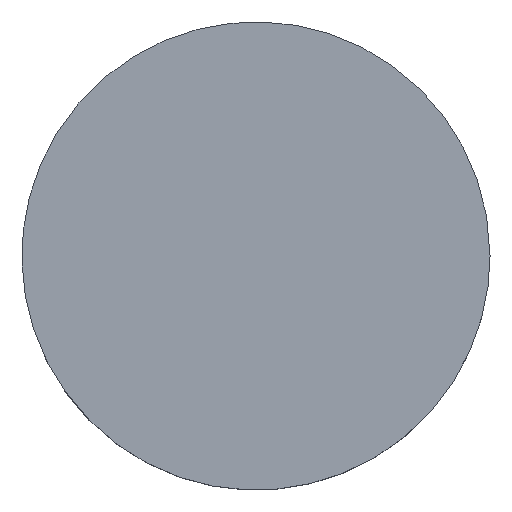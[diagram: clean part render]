
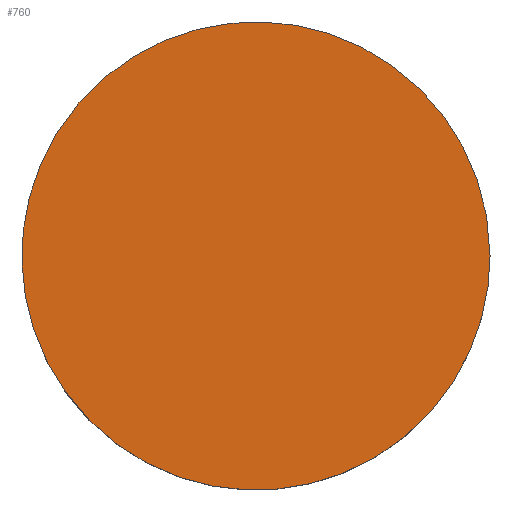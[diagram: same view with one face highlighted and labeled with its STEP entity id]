
A CAD part, top view. The second image highlights one B-rep face of the part: STEP entity #760.
In plain terms, the highlighted spherical face has radius 541.434 mm.
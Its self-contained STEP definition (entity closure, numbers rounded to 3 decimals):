
#550 = CARTESIAN_POINT ('', (19.05, 0., 8.565));
#560 = VERTEX_POINT ('', #550);
#570 = CARTESIAN_POINT ('', (19.05, 0., 8.565));
#580 = CARTESIAN_POINT ('', (19.05, 19.05, 8.565));
#590 = CARTESIAN_POINT ('', (0., 19.05, 8.565));
#600 = CARTESIAN_POINT ('', (-19.05, 19.05, 8.565));
#610 = CARTESIAN_POINT ('', (-19.05, 0., 8.565));
#620 = CARTESIAN_POINT ('', (-19.05, -19.05, 8.565));
#630 = CARTESIAN_POINT ('', (0., -19.05, 8.565));
#640 = CARTESIAN_POINT ('', (19.05, -19.05, 8.565));
#650 = CARTESIAN_POINT ('', (19.05, 0., 8.565));
#660 = (
   BOUNDED_CURVE ()
   B_SPLINE_CURVE (2, (#570, #580, #590, #600, #610, #620, #630, #640, #650), .UNSPECIFIED., .T., .U.)
   B_SPLINE_CURVE_WITH_KNOTS ((3, 2, 2, 2, 3), (0., 1.571, 3.142, 4.712, 6.283), .UNSPECIFIED.)
   CURVE ()
   GEOMETRIC_REPRESENTATION_ITEM ()
   RATIONAL_B_SPLINE_CURVE ((1., 0.707, 1., 0.707, 1., 0.707, 1., 0.707, 1.))
   REPRESENTATION_ITEM ('')
);
#670 = EDGE_CURVE ('', #560, #560, #660, .T.);
#680 = ORIENTED_EDGE ('', *, *, #670, .T.);
#690 = EDGE_LOOP ('', (#680));
#700 = FACE_OUTER_BOUND ('', #690, .T.);
#710 = CARTESIAN_POINT ('', (0., 0., -532.534));
#720 = DIRECTION ('', (-1., 0., 0.));
#730 = DIRECTION ('', (0., -1., 0.));
#740 = AXIS2_PLACEMENT_3D ('', #710, #720, #730);
#750 = SPHERICAL_SURFACE ('', #740, 541.434);
#760 = ADVANCED_FACE ('', (#700), #750, .T.);
